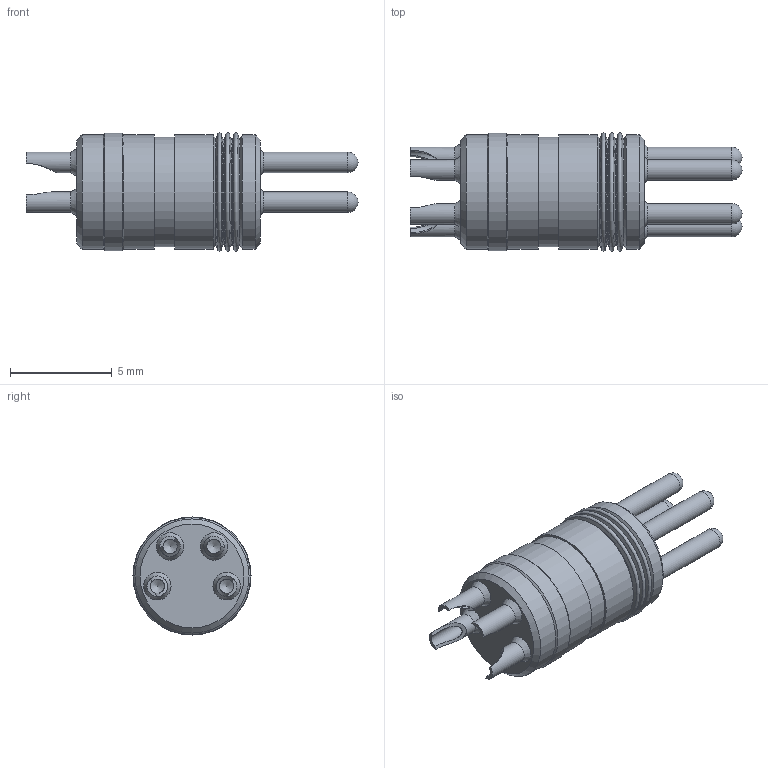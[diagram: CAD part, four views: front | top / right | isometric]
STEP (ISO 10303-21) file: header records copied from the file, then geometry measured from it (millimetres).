
FILE_DESCRIPTION(/* description */ (''),/* implementation_level */ '2;1');
FILE_NAME(/* name */ '03_0531_000_146_001_00.stp',/* time_stamp */ '2011-06-28T08:23:25+02:00',/* author */ (''),/* organization */ (''),/* preprocessor_version */ 'ST-DEVELOPER v11',/* originating_system */ 'UGS - NX 5.0',/* authorisation */ '');
FILE_SCHEMA (('CONFIG_CONTROL_DESIGN'));
Length unit declared in the file: millimetre
Products named in the file (1): cerl3553hlcr
Bounding box: 16.3 x 5.8 x 5.8 mm (x, y, z)
Volume: 235.1 mm3; surface area: 361.6 mm2
Topology: 1 solids, 5 shells, 89 faces, 232 edges, 147 vertices
Faces by surface type: cylinder 34, cone 24, torus 19, plane 8, sphere 4
Full cylindrical faces by diameter (mm): 0.7 x4, 0.8 x4, 1 x12, 5.2 x4, 5.4 x1, 5.6 x4, 5.75 x1
Entity records: 2276 total; most frequent: CARTESIAN_POINT 622, DIRECTION 356, ORIENTED_EDGE 200, AXIS2_PLACEMENT_3D 174, EDGE_LOOP 168, FACE_BOUND 160, EDGE_CURVE 100, VERTEX_POINT 96
